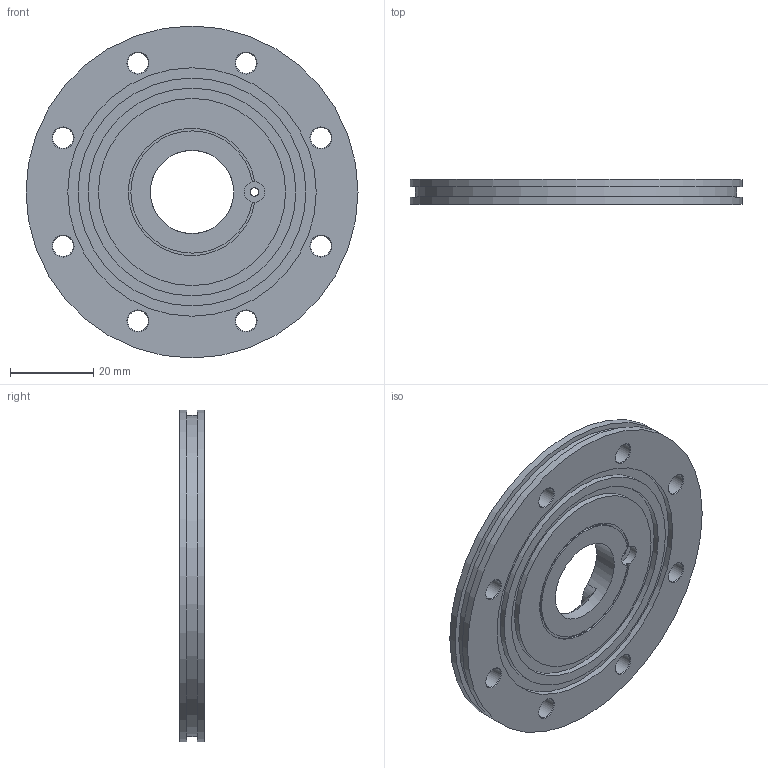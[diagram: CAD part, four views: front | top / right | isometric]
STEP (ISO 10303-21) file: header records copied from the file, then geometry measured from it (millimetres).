
FILE_DESCRIPTION(/* description */ (''),/* implementation_level */ '2;1');
FILE_NAME(/* name */ 'Electrode Holder.step',/* time_stamp */ '2024-07-26T13:54:51+01:00',/* author */ (''),/* organization */ (''),/* preprocessor_version */ 'ST-DEVELOPER v20',/* originating_system */ 'Autodesk Translation Framework v12.20.1.177',/* authorisation */ '');
FILE_SCHEMA (('AUTOMOTIVE_DESIGN { 1 0 10303 214 3 1 1 }'));
Length unit declared in the file: millimetre
Products named in the file (2): Electrode Holder; Electrode Holder_1
Assembly tree (1 placements, depth 2):
  Electrode Holder
    Electrode Holder_1
Bounding box: 79.8 x 6 x 79.8 mm (x, y, z)
Volume: 23960.5 mm3; surface area: 14243.1 mm2
Topology: 1 solids, 1 shells, 57 faces, 132 edges, 88 vertices
Faces by surface type: cylinder 28, plane 19, cone 8, torus 2
Full cylindrical faces by diameter (mm): 2 x1, 5 x9, 20 x1, 45 x2, 49.9 x2, 54.8 x2, 59.7 x2, 77.2 x1, 79.8 x2
Entity records: 1836 total; most frequent: CARTESIAN_POINT 368, DIRECTION 322, ORIENTED_EDGE 264, AXIS2_PLACEMENT_3D 138, EDGE_CURVE 132, EDGE_LOOP 88, VERTEX_POINT 88, CIRCLE 78
